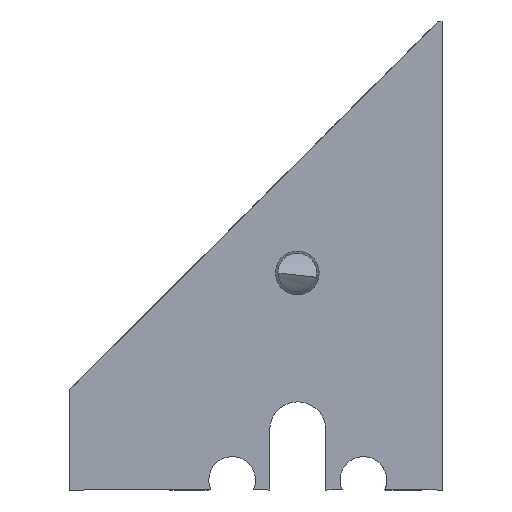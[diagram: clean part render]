
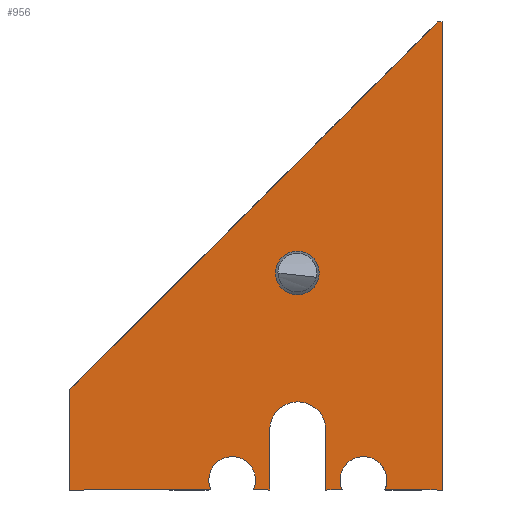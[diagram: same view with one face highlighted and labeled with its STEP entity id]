
A CAD part, front view. The second image highlights one B-rep face of the part: STEP entity #956.
In plain terms, the highlighted planar face has unit normal (0, -1, 0).
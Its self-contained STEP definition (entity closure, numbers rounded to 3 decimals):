
#26=FACE_BOUND('',#182,.T.);
#68=PLANE('',#1077);
#117=FACE_OUTER_BOUND('',#181,.T.);
#181=EDGE_LOOP('',(#837,#838,#839,#840,#841,#842,#843,#844,#845,#846,#847,
#848,#849));
#182=EDGE_LOOP('',(#850));
#212=LINE('',#1592,#286);
#216=LINE('',#1611,#290);
#220=LINE('',#1619,#294);
#226=LINE('',#1635,#300);
#229=LINE('',#1641,#303);
#233=LINE('',#1653,#307);
#236=LINE('',#1659,#310);
#253=LINE('',#1765,#327);
#267=LINE('',#1805,#341);
#268=LINE('',#1806,#342);
#286=VECTOR('',#1163,10.);
#290=VECTOR('',#1185,10.);
#294=VECTOR('',#1191,10.);
#300=VECTOR('',#1205,10.);
#303=VECTOR('',#1210,10.);
#307=VECTOR('',#1222,10.);
#310=VECTOR('',#1227,10.);
#327=VECTOR('',#1304,10.);
#341=VECTOR('',#1344,10.);
#342=VECTOR('',#1345,10.);
#363=CIRCLE('',#1026,1.75);
#365=CIRCLE('',#1031,2.1);
#367=CIRCLE('',#1036,1.75);
#369=CIRCLE('',#1040,1.635);
#425=VERTEX_POINT('',#1589);
#426=VERTEX_POINT('',#1591);
#431=VERTEX_POINT('',#1609);
#432=VERTEX_POINT('',#1610);
#435=VERTEX_POINT('',#1618);
#439=VERTEX_POINT('',#1628);
#441=VERTEX_POINT('',#1634);
#443=VERTEX_POINT('',#1640);
#445=VERTEX_POINT('',#1646);
#447=VERTEX_POINT('',#1652);
#449=VERTEX_POINT('',#1658);
#453=VERTEX_POINT('',#1673);
#472=VERTEX_POINT('',#1764);
#485=VERTEX_POINT('',#1804);
#523=EDGE_CURVE('',#426,#425,#212,.T.);
#531=EDGE_CURVE('',#431,#432,#216,.T.);
#535=EDGE_CURVE('',#432,#435,#220,.T.);
#540=EDGE_CURVE('',#435,#439,#363,.T.);
#543=EDGE_CURVE('',#439,#441,#226,.T.);
#546=EDGE_CURVE('',#441,#443,#229,.T.);
#549=EDGE_CURVE('',#443,#445,#365,.T.);
#552=EDGE_CURVE('',#445,#447,#233,.T.);
#555=EDGE_CURVE('',#447,#449,#236,.T.);
#558=EDGE_CURVE('',#449,#426,#367,.T.);
#563=EDGE_CURVE('',#453,#453,#369,.T.);
#591=EDGE_CURVE('',#472,#431,#253,.T.);
#612=EDGE_CURVE('',#425,#485,#267,.T.);
#613=EDGE_CURVE('',#485,#472,#268,.T.);
#837=ORIENTED_EDGE('',*,*,#531,.T.);
#838=ORIENTED_EDGE('',*,*,#535,.T.);
#839=ORIENTED_EDGE('',*,*,#540,.T.);
#840=ORIENTED_EDGE('',*,*,#543,.T.);
#841=ORIENTED_EDGE('',*,*,#546,.T.);
#842=ORIENTED_EDGE('',*,*,#549,.T.);
#843=ORIENTED_EDGE('',*,*,#552,.T.);
#844=ORIENTED_EDGE('',*,*,#555,.T.);
#845=ORIENTED_EDGE('',*,*,#558,.T.);
#846=ORIENTED_EDGE('',*,*,#523,.T.);
#847=ORIENTED_EDGE('',*,*,#612,.T.);
#848=ORIENTED_EDGE('',*,*,#613,.T.);
#849=ORIENTED_EDGE('',*,*,#591,.T.);
#850=ORIENTED_EDGE('',*,*,#563,.T.);
#956=ADVANCED_FACE('',(#117,#26),#68,.T.);
#1026=AXIS2_PLACEMENT_3D('',#1629,#1198,#1199);
#1031=AXIS2_PLACEMENT_3D('',#1647,#1215,#1216);
#1036=AXIS2_PLACEMENT_3D('',#1664,#1232,#1233);
#1040=AXIS2_PLACEMENT_3D('',#1674,#1243,#1244);
#1077=AXIS2_PLACEMENT_3D('',#1803,#1342,#1343);
#1163=DIRECTION('',(1.,0.,0.));
#1185=DIRECTION('',(0.,0.,-1.));
#1191=DIRECTION('',(1.,0.,0.));
#1198=DIRECTION('center_axis',(0.,1.,0.));
#1199=DIRECTION('ref_axis',(-1.,0.,0.));
#1205=DIRECTION('',(1.,0.,0.));
#1210=DIRECTION('',(0.,0.,1.));
#1215=DIRECTION('center_axis',(0.,1.,0.));
#1216=DIRECTION('ref_axis',(-1.,0.,0.));
#1222=DIRECTION('',(0.,0.,-1.));
#1227=DIRECTION('',(1.,0.,0.));
#1232=DIRECTION('center_axis',(0.,1.,0.));
#1233=DIRECTION('ref_axis',(-1.,0.,0.));
#1243=DIRECTION('center_axis',(0.,1.,0.));
#1244=DIRECTION('ref_axis',(1.,0.,0.));
#1304=DIRECTION('',(-0.707,0.,-0.707));
#1342=DIRECTION('center_axis',(0.,-1.,0.));
#1343=DIRECTION('ref_axis',(0.,0.,-1.));
#1344=DIRECTION('',(0.,0.,1.));
#1345=DIRECTION('',(-1.,0.,0.));
#1589=CARTESIAN_POINT('',(-8.88,-34.38,-7.474));
#1591=CARTESIAN_POINT('',(-13.174,-34.38,-7.474));
#1592=CARTESIAN_POINT('',(-12.305,-34.38,-7.474));
#1609=CARTESIAN_POINT('',(-36.713,-34.38,0.026));
#1610=CARTESIAN_POINT('',(-36.713,-34.38,-7.474));
#1611=CARTESIAN_POINT('',(-36.713,-34.38,0.026));
#1618=CARTESIAN_POINT('',(-26.166,-34.38,-7.474));
#1619=CARTESIAN_POINT('',(-36.713,-34.38,-7.474));
#1628=CARTESIAN_POINT('',(-22.994,-34.38,-7.474));
#1629=CARTESIAN_POINT('Origin',(-24.58,-34.38,-6.734));
#1634=CARTESIAN_POINT('',(-21.77,-34.38,-7.474));
#1635=CARTESIAN_POINT('',(-23.572,-34.38,-7.474));
#1640=CARTESIAN_POINT('',(-21.77,-34.38,-2.984));
#1641=CARTESIAN_POINT('',(-21.77,-34.38,-10.334));
#1646=CARTESIAN_POINT('',(-17.57,-34.38,-2.984));
#1647=CARTESIAN_POINT('Origin',(-19.67,-34.38,-2.984));
#1652=CARTESIAN_POINT('',(-17.57,-34.38,-7.474));
#1653=CARTESIAN_POINT('',(-17.57,-34.38,-2.984));
#1658=CARTESIAN_POINT('',(-16.346,-34.38,-7.474));
#1659=CARTESIAN_POINT('',(-23.572,-34.38,-7.474));
#1664=CARTESIAN_POINT('Origin',(-14.76,-34.38,-6.734));
#1673=CARTESIAN_POINT('',(-21.339,-34.38,8.755));
#1674=CARTESIAN_POINT('Origin',(-19.704,-34.38,8.755));
#1764=CARTESIAN_POINT('',(-9.213,-34.38,27.526));
#1765=CARTESIAN_POINT('',(-20.609,-34.38,16.13));
#1803=CARTESIAN_POINT('Origin',(-11.38,-34.38,13.776));
#1804=CARTESIAN_POINT('',(-8.88,-34.38,27.526));
#1805=CARTESIAN_POINT('',(-8.88,-34.38,0.026));
#1806=CARTESIAN_POINT('',(-8.88,-34.38,27.526));
